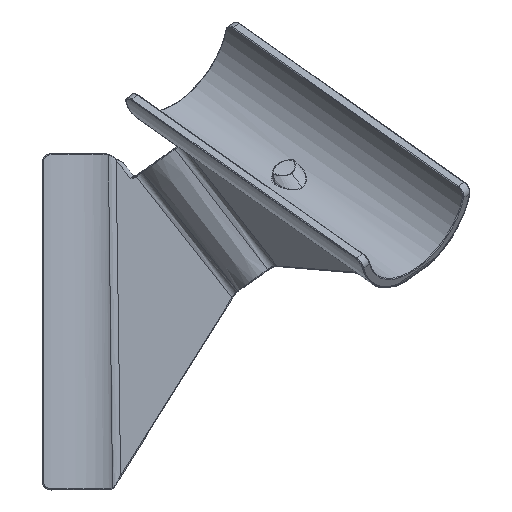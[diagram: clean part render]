
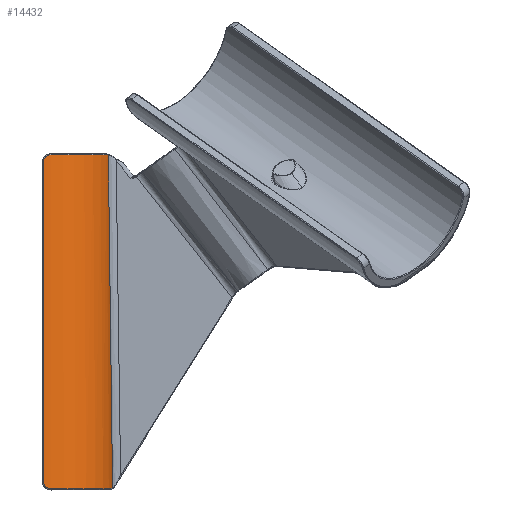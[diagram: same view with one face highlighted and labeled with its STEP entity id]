
A CAD part, top view. The second image highlights one B-rep face of the part: STEP entity #14432.
In plain terms, the highlighted cylindrical face has radius 21.844 mm (diameter 43.688 mm), a partial arc.
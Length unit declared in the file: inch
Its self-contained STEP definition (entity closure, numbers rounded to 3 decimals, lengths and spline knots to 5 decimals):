
#289 = CARTESIAN_POINT ( 'NONE',  ( 0.07335, -5.9, 0.85687 ) ) ;
#419 = ORIENTED_EDGE ( 'NONE', *, *, #4457, .T. ) ;
#449 = CARTESIAN_POINT ( 'NONE',  ( 0.07632, -2.32646, 0.85661 ) ) ;
#560 = ORIENTED_EDGE ( 'NONE', *, *, #12820, .T. ) ;
#598 = B_SPLINE_CURVE_WITH_KNOTS ( 'NONE', 3,
 ( #17890, #9014, #4584, #1925 ),
 .UNSPECIFIED., .F., .F.,
 ( 4, 4 ),
 ( 0., 0.00131 ),
 .UNSPECIFIED. ) ;
#659 = CARTESIAN_POINT ( 'NONE',  ( 0.84388, -5.98107, 0.16821 ) ) ;
#757 = EDGE_LOOP ( 'NONE', ( #4040, #3643, #13844, #560, #3346, #419, #3550, #5778 ) ) ;
#1017 = CARTESIAN_POINT ( 'NONE',  ( 0.07583, -5.92397, 0.85666 ) ) ;
#1225 = AXIS2_PLACEMENT_3D ( 'NONE', #4393, #14703, #2764 ) ;
#1287 = CARTESIAN_POINT ( 'NONE',  ( 0.09623, -5.95995, 0.85461 ) ) ;
#1789 = CARTESIAN_POINT ( 'NONE',  ( 0.11906, -2.2711, 0.85179 ) ) ;
#1906 = CARTESIAN_POINT ( 'NONE',  ( 0.08276, -2.30972, 0.85601 ) ) ;
#1925 = CARTESIAN_POINT ( 'NONE',  ( 0.78152, -2.26, 0.35892 ) ) ;
#1964 = CIRCLE ( 'NONE', #9718, 0.86 ) ;
#2245 = CARTESIAN_POINT ( 'NONE',  ( 0.07335, -5.9, 0.85687 ) ) ;
#2575 = VERTEX_POINT ( 'NONE', #9823 ) ;
#2748 = CARTESIAN_POINT ( 'NONE',  ( 0.15851, -5.99, 0.84529 ) ) ;
#2764 = DIRECTION ( 'NONE',  ( 1., 0., 0. ) ) ;
#3191 = CARTESIAN_POINT ( 'NONE',  ( 0.0923, -2.29472, 0.85504 ) ) ;
#3253 = CARTESIAN_POINT ( 'NONE',  ( 0.07396, -2.33808, 0.85681 ) ) ;
#3318 = FACE_OUTER_BOUND ( 'NONE', #757, .T. ) ;
#3346 = ORIENTED_EDGE ( 'NONE', *, *, #13794, .T. ) ;
#3518 = EDGE_CURVE ( 'NONE', #6385, #5893, #8258, .T. ) ;
#3550 = ORIENTED_EDGE ( 'NONE', *, *, #3518, .T. ) ;
#3643 = ORIENTED_EDGE ( 'NONE', *, *, #16748, .T. ) ;
#3722 = CARTESIAN_POINT ( 'NONE',  ( 0.80167, -2.26223, 0.31134 ) ) ;
#3980 = CARTESIAN_POINT ( 'NONE',  ( 0.10943, -5.97198, 0.85302 ) ) ;
#4040 = ORIENTED_EDGE ( 'NONE', *, *, #16870, .T. ) ;
#4228 = EDGE_CURVE ( 'NONE', #6424, #5914, #1964, .T. ) ;
#4270 = VECTOR ( 'NONE', #16614, 39.37008 ) ;
#4393 = CARTESIAN_POINT ( 'NONE',  ( 0., -5.99, 0. ) ) ;
#4457 = EDGE_CURVE ( 'NONE', #12689, #6385, #17645, .T. ) ;
#4584 = CARTESIAN_POINT ( 'NONE',  ( 0.78873, -2.26, 0.34323 ) ) ;
#4942 = CARTESIAN_POINT ( 'NONE',  ( 0.0856, -2.30453, 0.85574 ) ) ;
#5257 = B_SPLINE_CURVE_WITH_KNOTS ( 'NONE', 3,
 ( #12273, #13700, #18261, #1789, #7821, #6245, #3191, #4942, #1906, #12206, #449, #3253, #9191, #9389 ),
 .UNSPECIFIED., .F., .F.,
 ( 4, 2, 2, 2, 2, 2, 4 ),
 ( 0., 0.00091, 0.00182, 0.00227, 0.00273, 0.00318, 0.00364 ),
 .UNSPECIFIED. ) ;
#5677 = CARTESIAN_POINT ( 'NONE',  ( 0.09242, -5.95543, 0.85503 ) ) ;
#5778 = ORIENTED_EDGE ( 'NONE', *, *, #18671, .T. ) ;
#5893 = VERTEX_POINT ( 'NONE', #9540 ) ;
#5914 = VERTEX_POINT ( 'NONE', #11060 ) ;
#6245 = CARTESIAN_POINT ( 'NONE',  ( 0.09619, -2.2901, 0.85461 ) ) ;
#6259 = CARTESIAN_POINT ( 'NONE',  ( 0.80167, -2.26223, 0.31134 ) ) ;
#6385 = VERTEX_POINT ( 'NONE', #8824 ) ;
#6424 = VERTEX_POINT ( 'NONE', #19346 ) ;
#6642 = CARTESIAN_POINT ( 'NONE',  ( 0.823, -5.98835, 0.25118 ) ) ;
#6775 = CARTESIAN_POINT ( 'NONE',  ( 0.08278, -5.94032, 0.85601 ) ) ;
#7044 = CARTESIAN_POINT ( 'NONE',  ( 0.1527, -5.98944, 0.84636 ) ) ;
#7220 = DIRECTION ( 'NONE',  ( 0., 1., 0. ) ) ;
#7821 = CARTESIAN_POINT ( 'NONE',  ( 0.10888, -2.27771, 0.85312 ) ) ;
#8258 = CIRCLE ( 'NONE', #1225, 0.86 ) ;
#8286 = CARTESIAN_POINT ( 'NONE',  ( 0.84854, -5.97848, 0.13994 ) ) ;
#8628 = CARTESIAN_POINT ( 'NONE',  ( 0., -2.26, 0. ) ) ;
#8824 = CARTESIAN_POINT ( 'NONE',  ( 0.16441, -5.99, 0.84414 ) ) ;
#9014 = CARTESIAN_POINT ( 'NONE',  ( 0.79544, -2.26083, 0.32737 ) ) ;
#9191 = CARTESIAN_POINT ( 'NONE',  ( 0.07335, -2.34399, 0.85687 ) ) ;
#9389 = CARTESIAN_POINT ( 'NONE',  ( 0.07335, -2.35, 0.85687 ) ) ;
#9540 = CARTESIAN_POINT ( 'NONE',  ( 0.80397, -5.99, 0.30534 ) ) ;
#9718 = AXIS2_PLACEMENT_3D ( 'NONE', #8628, #19089, #10155 ) ;
#9798 = CARTESIAN_POINT ( 'NONE',  ( 0.08567, -5.94559, 0.85573 ) ) ;
#9823 = CARTESIAN_POINT ( 'NONE',  ( 0.07335, -2.35, 0.85687 ) ) ;
#10155 = DIRECTION ( 'NONE',  ( 1., 0., 0. ) ) ;
#10710 = CARTESIAN_POINT ( 'NONE',  ( 0.84854, -5.97848, 0.13994 ) ) ;
#11060 = CARTESIAN_POINT ( 'NONE',  ( 0.16441, -2.26, 0.84414 ) ) ;
#11242 = CARTESIAN_POINT ( 'NONE',  ( 0.80397, -5.99, 0.30534 ) ) ;
#11502 = CARTESIAN_POINT ( 'NONE',  ( 0., -7.89177, 0. ) ) ;
#11548 = CARTESIAN_POINT ( 'NONE',  ( 0.84854, -5.97848, 0.13994 ) ) ;
#11644 = CARTESIAN_POINT ( 'NONE',  ( 0.11932, -5.97841, 0.8517 ) ) ;
#11704 = CARTESIAN_POINT ( 'NONE',  ( 0.14122, -5.98722, 0.84835 ) ) ;
#11756 = DIRECTION ( 'NONE',  ( -1., 0., 0. ) ) ;
#12206 = CARTESIAN_POINT ( 'NONE',  ( 0.07811, -2.32069, 0.85645 ) ) ;
#12225 = CARTESIAN_POINT ( 'NONE',  ( 0.82319, -3.45229, 0.25593 ) ) ;
#12273 = CARTESIAN_POINT ( 'NONE',  ( 0.16441, -2.26, 0.84414 ) ) ;
#12689 = VERTEX_POINT ( 'NONE', #289 ) ;
#12724 = CARTESIAN_POINT ( 'NONE',  ( 0.8142, -5.99, 0.27839 ) ) ;
#12820 = EDGE_CURVE ( 'NONE', #5914, #2575, #5257, .T. ) ;
#13372 = LINE ( 'NONE', #18055, #4270 ) ;
#13700 = CARTESIAN_POINT ( 'NONE',  ( 0.15262, -2.26, 0.84644 ) ) ;
#13713 = CARTESIAN_POINT ( 'NONE',  ( 0.83887, -4.69548, 0.19859 ) ) ;
#13794 = EDGE_CURVE ( 'NONE', #2575, #12689, #13372, .T. ) ;
#13844 = ORIENTED_EDGE ( 'NONE', *, *, #4228, .T. ) ;
#14285 = CYLINDRICAL_SURFACE ( 'NONE', #15114, 0.86 ) ;
#14354 = CARTESIAN_POINT ( 'NONE',  ( 0.83783, -5.9839, 0.19608 ) ) ;
#14427 = CARTESIAN_POINT ( 'NONE',  ( 0.12454, -5.98113, 0.85095 ) ) ;
#14432 = ADVANCED_FACE ( 'NONE', ( #3318 ), #14285, .T. ) ;
#14703 = DIRECTION ( 'NONE',  ( 0., 1., 0. ) ) ;
#15114 = AXIS2_PLACEMENT_3D ( 'NONE', #11502, #7220, #11756 ) ;
#15995 = CARTESIAN_POINT ( 'NONE',  ( 0.1355, -5.98554, 0.84928 ) ) ;
#16117 = CARTESIAN_POINT ( 'NONE',  ( 0.16441, -5.99, 0.84414 ) ) ;
#16614 = DIRECTION ( 'NONE',  ( 0., -1., 0. ) ) ;
#16748 = EDGE_CURVE ( 'NONE', #18383, #6424, #598, .T. ) ;
#16870 = EDGE_CURVE ( 'NONE', #17553, #18383, #16991, .T. ) ;
#16991 =( BOUNDED_CURVE ( )  B_SPLINE_CURVE ( 3, ( #10710, #13713, #12225, #6259 ),
 .UNSPECIFIED., .F., .F. ) 
 B_SPLINE_CURVE_WITH_KNOTS ( ( 4, 4 ),
 ( 4.9561, 5.16308 ),
 .UNSPECIFIED. ) 
 CURVE ( )  GEOMETRIC_REPRESENTATION_ITEM ( )  RATIONAL_B_SPLINE_CURVE ( ( 1., 0.996, 0.996, 1. ) ) 
 REPRESENTATION_ITEM ( '' )  );
#17553 = VERTEX_POINT ( 'NONE', #11548 ) ;
#17555 = CARTESIAN_POINT ( 'NONE',  ( 0.10471, -5.96821, 0.85361 ) ) ;
#17645 = B_SPLINE_CURVE_WITH_KNOTS ( 'NONE', 3,
 ( #2245, #18880, #1017, #6775, #9798, #5677, #1287, #17555, #3980, #11644, #14427, #15995, #11704, #7044, #2748, #16117 ),
 .UNSPECIFIED., .F., .F.,
 ( 4, 2, 2, 2, 2, 2, 2, 4 ),
 ( 0., 0.00091, 0.00137, 0.00182, 0.00228, 0.00273, 0.00319, 0.00364 ),
 .UNSPECIFIED. ) ;
#17684 = B_SPLINE_CURVE_WITH_KNOTS ( 'NONE', 3,
 ( #11242, #12724, #6642, #14354, #659, #8286 ),
 .UNSPECIFIED., .F., .F.,
 ( 4, 2, 4 ),
 ( 0., 0.00218, 0.00436 ),
 .UNSPECIFIED. ) ;
#17890 = CARTESIAN_POINT ( 'NONE',  ( 0.80167, -2.26223, 0.31134 ) ) ;
#18055 = CARTESIAN_POINT ( 'NONE',  ( 0.07335, -7.89177, 0.85687 ) ) ;
#18261 = CARTESIAN_POINT ( 'NONE',  ( 0.14083, -2.2623, 0.84846 ) ) ;
#18383 = VERTEX_POINT ( 'NONE', #3722 ) ;
#18671 = EDGE_CURVE ( 'NONE', #5893, #17553, #17684, .T. ) ;
#18880 = CARTESIAN_POINT ( 'NONE',  ( 0.07335, -5.91203, 0.85687 ) ) ;
#19089 = DIRECTION ( 'NONE',  ( 0., -1., 0. ) ) ;
#19346 = CARTESIAN_POINT ( 'NONE',  ( 0.78152, -2.26, 0.35892 ) ) ;
